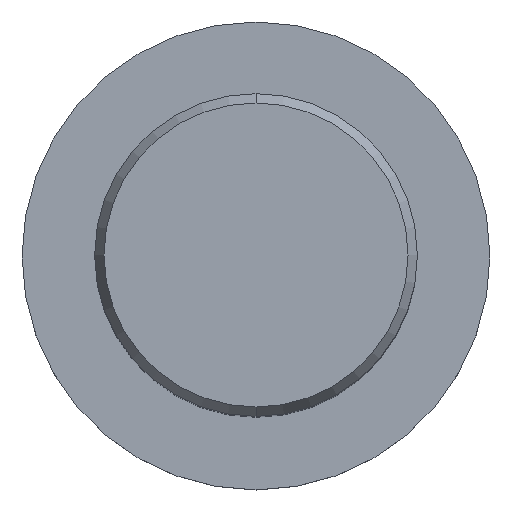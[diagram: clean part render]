
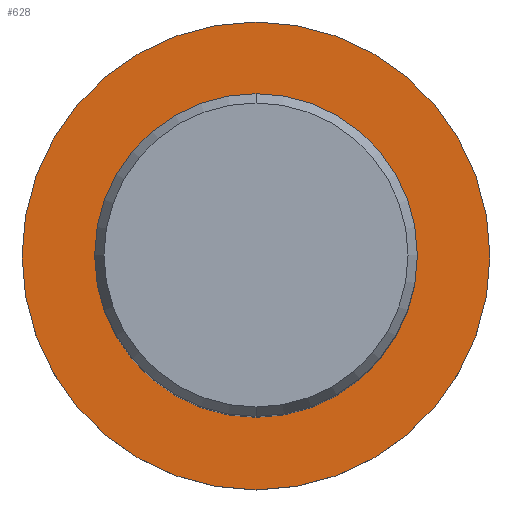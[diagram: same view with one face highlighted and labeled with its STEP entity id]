
A CAD part, top view. The second image highlights one B-rep face of the part: STEP entity #628.
In plain terms, the highlighted planar face has unit normal (0, 0, 1).
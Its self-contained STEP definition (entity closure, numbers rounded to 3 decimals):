
#302=VERTEX_POINT('',#765);
#384=VERTEX_POINT('',#858);
#410=VERTEX_POINT('',#887);
#514=EDGE_CURVE('',#410,#302,#1000,.T.);
#516=EDGE_CURVE('',#384,#602,#1002,.T.);
#550=EDGE_CURVE('',#302,#410,#1039,.T.);
#602=VERTEX_POINT('',#1093);
#628=ADVANCED_FACE('',(#1121,#1122),#1123,.T.);
#630=EDGE_CURVE('',#602,#384,#1125,.T.);
#765=CARTESIAN_POINT('',(0.0,20.0,-68.0));
#858=CARTESIAN_POINT('',(0.0,29.0,-68.0));
#887=CARTESIAN_POINT('',(0.,-20.0,-68.0));
#1000=CIRCLE('',#1666,20.0);
#1002=CIRCLE('',#1669,29.0);
#1039=CIRCLE('',#1755,20.0);
#1093=CARTESIAN_POINT('',(0.,-29.0,-68.0));
#1121=FACE_BOUND('',#1951,.T.);
#1122=FACE_OUTER_BOUND('',#1952,.T.);
#1123=PLANE('',#1953);
#1125=CIRCLE('',#1956,29.0);
#1666=AXIS2_PLACEMENT_3D('',#2486,#2487,#2488);
#1669=AXIS2_PLACEMENT_3D('',#2489,#2490,#2491);
#1755=AXIS2_PLACEMENT_3D('',#2532,#2533,#2534);
#1951=EDGE_LOOP('',(#2606,#2607));
#1952=EDGE_LOOP('',(#2608,#2609));
#1953=AXIS2_PLACEMENT_3D('',#2610,#2611,#2612);
#1956=AXIS2_PLACEMENT_3D('',#2613,#2614,#2615);
#2486=CARTESIAN_POINT('',(0.0,0.0,-68.0));
#2487=DIRECTION('',(-0.0,0.0,-1.0));
#2488=DIRECTION('',(0.0,1.0,0.0));
#2489=CARTESIAN_POINT('',(0.0,0.0,-68.0));
#2490=DIRECTION('',(0.0,0.0,-1.0));
#2491=DIRECTION('',(0.0,1.0,0.0));
#2532=CARTESIAN_POINT('',(0.0,0.0,-68.0));
#2533=DIRECTION('',(-0.0,0.0,-1.0));
#2534=DIRECTION('',(0.0,1.0,0.0));
#2606=ORIENTED_EDGE('',*,*,#550,.T.);
#2607=ORIENTED_EDGE('',*,*,#514,.T.);
#2608=ORIENTED_EDGE('',*,*,#516,.F.);
#2609=ORIENTED_EDGE('',*,*,#630,.F.);
#2610=CARTESIAN_POINT('',(0.0,14.5,-68.0));
#2611=DIRECTION('',(-0.0,0.0,1.0));
#2612=DIRECTION('',(0.0,-1.0,0.0));
#2613=CARTESIAN_POINT('',(0.0,0.0,-68.0));
#2614=DIRECTION('',(0.0,0.0,-1.0));
#2615=DIRECTION('',(0.0,1.0,0.0));
